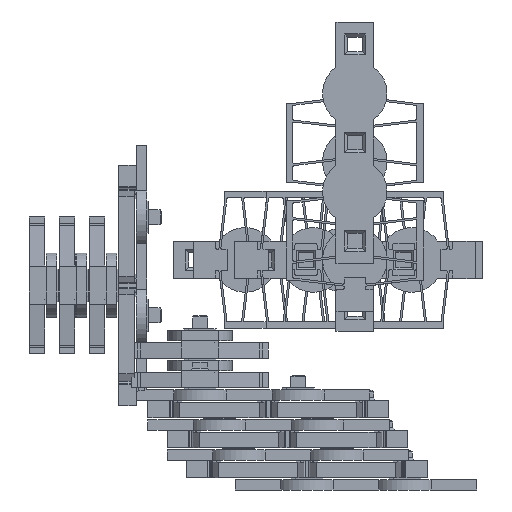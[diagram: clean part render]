
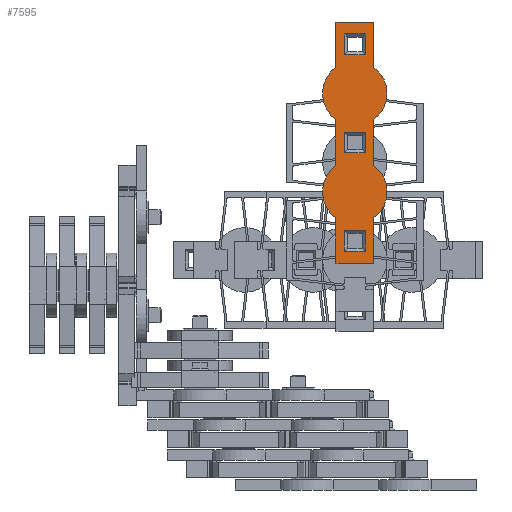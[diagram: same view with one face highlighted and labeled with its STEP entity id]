
A CAD part, left-side view. The second image highlights one B-rep face of the part: STEP entity #7595.
In plain terms, the highlighted face is planar.
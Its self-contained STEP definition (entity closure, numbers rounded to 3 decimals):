
#252=FACE_BOUND('',#1363,.T.);
#253=FACE_BOUND('',#1364,.T.);
#254=FACE_BOUND('',#1365,.T.);
#447=CIRCLE('',#8162,25.);
#449=CIRCLE('',#8165,25.);
#469=CIRCLE('',#8234,25.);
#470=CIRCLE('',#8238,25.);
#957=FACE_OUTER_BOUND('',#1362,.T.);
#1362=EDGE_LOOP('',(#6922,#6923,#6924,#6925,#6926,#6927,#6928,#6929,#6930,
#6931,#6932,#6933));
#1363=EDGE_LOOP('',(#6934,#6935,#6936,#6937));
#1364=EDGE_LOOP('',(#6938,#6939,#6940,#6941));
#1365=EDGE_LOOP('',(#6942,#6943,#6944,#6945));
#1998=LINE('',#12117,#2846);
#2007=LINE('',#12136,#2855);
#2009=LINE('',#12140,#2857);
#2012=LINE('',#12146,#2860);
#2016=LINE('',#12152,#2864);
#2089=LINE('',#12334,#2937);
#2093=LINE('',#12342,#2941);
#2096=LINE('',#12348,#2944);
#2104=LINE('',#12372,#2952);
#2130=LINE('',#12443,#2978);
#2133=LINE('',#12447,#2981);
#2137=LINE('',#12457,#2985);
#2139=LINE('',#12461,#2987);
#2142=LINE('',#12467,#2990);
#2146=LINE('',#12473,#2994);
#2203=LINE('',#12608,#3051);
#2206=LINE('',#12613,#3054);
#2208=LINE('',#12617,#3056);
#2211=LINE('',#12624,#3059);
#2213=LINE('',#12628,#3061);
#2846=VECTOR('',#9885,10.);
#2855=VECTOR('',#9898,10.);
#2857=VECTOR('',#9902,10.);
#2860=VECTOR('',#9907,10.);
#2864=VECTOR('',#9913,10.);
#2937=VECTOR('',#10088,10.);
#2941=VECTOR('',#10094,10.);
#2944=VECTOR('',#10099,10.);
#2952=VECTOR('',#10123,10.);
#2978=VECTOR('',#10173,10.);
#2981=VECTOR('',#10178,10.);
#2985=VECTOR('',#10186,10.);
#2987=VECTOR('',#10190,10.);
#2990=VECTOR('',#10195,10.);
#2994=VECTOR('',#10201,10.);
#3051=VECTOR('',#10346,10.);
#3054=VECTOR('',#10351,10.);
#3056=VECTOR('',#10355,10.);
#3059=VECTOR('',#10364,10.);
#3061=VECTOR('',#10368,10.);
#3590=VERTEX_POINT('',#12115);
#3591=VERTEX_POINT('',#12116);
#3598=VERTEX_POINT('',#12133);
#3599=VERTEX_POINT('',#12135);
#3600=VERTEX_POINT('',#12139);
#3602=VERTEX_POINT('',#12145);
#3660=VERTEX_POINT('',#12332);
#3661=VERTEX_POINT('',#12333);
#3664=VERTEX_POINT('',#12341);
#3666=VERTEX_POINT('',#12347);
#3668=VERTEX_POINT('',#12353);
#3670=VERTEX_POINT('',#12359);
#3674=VERTEX_POINT('',#12371);
#3707=VERTEX_POINT('',#12442);
#3710=VERTEX_POINT('',#12454);
#3711=VERTEX_POINT('',#12456);
#3712=VERTEX_POINT('',#12460);
#3714=VERTEX_POINT('',#12466);
#3748=VERTEX_POINT('',#12606);
#3749=VERTEX_POINT('',#12607);
#3750=VERTEX_POINT('',#12612);
#3751=VERTEX_POINT('',#12616);
#3752=VERTEX_POINT('',#12620);
#3753=VERTEX_POINT('',#12626);
#4562=EDGE_CURVE('',#3590,#3591,#1998,.F.);
#4571=EDGE_CURVE('',#3598,#3599,#2007,.F.);
#4573=EDGE_CURVE('',#3599,#3600,#2009,.F.);
#4576=EDGE_CURVE('',#3600,#3602,#2012,.F.);
#4580=EDGE_CURVE('',#3602,#3598,#2016,.F.);
#4669=EDGE_CURVE('',#3660,#3661,#2089,.T.);
#4673=EDGE_CURVE('',#3661,#3664,#2093,.T.);
#4676=EDGE_CURVE('',#3664,#3666,#2096,.T.);
#4679=EDGE_CURVE('',#3668,#3666,#447,.T.);
#4682=EDGE_CURVE('',#3660,#3670,#449,.T.);
#4688=EDGE_CURVE('',#3674,#3591,#2104,.F.);
#4724=EDGE_CURVE('',#3707,#3674,#2130,.F.);
#4727=EDGE_CURVE('',#3707,#3590,#2133,.F.);
#4731=EDGE_CURVE('',#3711,#3710,#2137,.F.);
#4733=EDGE_CURVE('',#3710,#3712,#2139,.F.);
#4736=EDGE_CURVE('',#3712,#3714,#2142,.F.);
#4740=EDGE_CURVE('',#3714,#3711,#2146,.F.);
#4805=EDGE_CURVE('',#3748,#3749,#2203,.T.);
#4808=EDGE_CURVE('',#3749,#3750,#2206,.T.);
#4810=EDGE_CURVE('',#3750,#3751,#2208,.T.);
#4812=EDGE_CURVE('',#3752,#3751,#469,.T.);
#4814=EDGE_CURVE('',#3752,#3668,#2211,.T.);
#4816=EDGE_CURVE('',#3753,#3670,#2213,.T.);
#4817=EDGE_CURVE('',#3748,#3753,#470,.T.);
#6922=ORIENTED_EDGE('',*,*,#4814,.T.);
#6923=ORIENTED_EDGE('',*,*,#4679,.T.);
#6924=ORIENTED_EDGE('',*,*,#4676,.F.);
#6925=ORIENTED_EDGE('',*,*,#4673,.F.);
#6926=ORIENTED_EDGE('',*,*,#4669,.F.);
#6927=ORIENTED_EDGE('',*,*,#4682,.T.);
#6928=ORIENTED_EDGE('',*,*,#4816,.F.);
#6929=ORIENTED_EDGE('',*,*,#4817,.F.);
#6930=ORIENTED_EDGE('',*,*,#4805,.T.);
#6931=ORIENTED_EDGE('',*,*,#4808,.T.);
#6932=ORIENTED_EDGE('',*,*,#4810,.T.);
#6933=ORIENTED_EDGE('',*,*,#4812,.F.);
#6934=ORIENTED_EDGE('',*,*,#4727,.F.);
#6935=ORIENTED_EDGE('',*,*,#4724,.T.);
#6936=ORIENTED_EDGE('',*,*,#4688,.T.);
#6937=ORIENTED_EDGE('',*,*,#4562,.F.);
#6938=ORIENTED_EDGE('',*,*,#4571,.F.);
#6939=ORIENTED_EDGE('',*,*,#4580,.F.);
#6940=ORIENTED_EDGE('',*,*,#4576,.F.);
#6941=ORIENTED_EDGE('',*,*,#4573,.F.);
#6942=ORIENTED_EDGE('',*,*,#4731,.T.);
#6943=ORIENTED_EDGE('',*,*,#4733,.T.);
#6944=ORIENTED_EDGE('',*,*,#4736,.T.);
#6945=ORIENTED_EDGE('',*,*,#4740,.T.);
#7216=PLANE('',#8239);
#7595=ADVANCED_FACE('',(#957,#252,#253,#254),#7216,.F.);
#8162=AXIS2_PLACEMENT_3D('',#12354,#10104,#10105);
#8165=AXIS2_PLACEMENT_3D('',#12360,#10111,#10112);
#8234=AXIS2_PLACEMENT_3D('',#12621,#10359,#10360);
#8238=AXIS2_PLACEMENT_3D('',#12630,#10371,#10372);
#8239=AXIS2_PLACEMENT_3D('',#12631,#10373,#10374);
#9885=DIRECTION('',(1.,0.,0.));
#9898=DIRECTION('',(1.,0.,0.));
#9902=DIRECTION('',(0.,-1.,0.));
#9907=DIRECTION('',(-1.,0.,0.));
#9913=DIRECTION('',(0.,1.,0.));
#10088=DIRECTION('',(0.,-1.,0.));
#10094=DIRECTION('',(1.,0.,0.));
#10099=DIRECTION('',(0.,1.,0.));
#10104=DIRECTION('center_axis',(0.,0.,-1.));
#10105=DIRECTION('ref_axis',(-1.,0.,0.));
#10111=DIRECTION('center_axis',(0.,0.,-1.));
#10112=DIRECTION('ref_axis',(-1.,0.,0.));
#10123=DIRECTION('',(0.,1.,0.));
#10173=DIRECTION('',(1.,0.,0.));
#10178=DIRECTION('',(0.,1.,0.));
#10186=DIRECTION('',(1.,0.,0.));
#10190=DIRECTION('',(0.,1.,0.));
#10195=DIRECTION('',(-1.,0.,0.));
#10201=DIRECTION('',(0.,-1.,0.));
#10346=DIRECTION('',(0.,1.,0.));
#10351=DIRECTION('',(1.,0.,0.));
#10355=DIRECTION('',(0.,-1.,0.));
#10359=DIRECTION('center_axis',(0.,0.,1.));
#10360=DIRECTION('ref_axis',(-1.,0.,0.));
#10364=DIRECTION('',(0.,-1.,0.));
#10368=DIRECTION('',(0.,-1.,0.));
#10371=DIRECTION('center_axis',(0.,0.,1.));
#10372=DIRECTION('ref_axis',(-1.,0.,0.));
#10373=DIRECTION('center_axis',(0.,0.,1.));
#10374=DIRECTION('ref_axis',(-1.,0.,0.));
#12115=CARTESIAN_POINT('',(8.098,-46.071,13.5));
#12116=CARTESIAN_POINT('',(-8.01,-46.071,13.5));
#12117=CARTESIAN_POINT('',(-1.039,-46.071,13.5));
#12133=CARTESIAN_POINT('',(8.098,-122.106,13.5));
#12135=CARTESIAN_POINT('',(-8.01,-122.106,13.5));
#12136=CARTESIAN_POINT('',(1.961,-122.106,13.5));
#12139=CARTESIAN_POINT('',(-8.01,-105.997,13.5));
#12140=CARTESIAN_POINT('',(-8.01,-75.585,13.5));
#12145=CARTESIAN_POINT('',(8.098,-105.997,13.5));
#12146=CARTESIAN_POINT('',(-1.039,-105.997,13.5));
#12152=CARTESIAN_POINT('',(8.098,-78.585,13.5));
#12332=CARTESIAN_POINT('',(-14.592,-96.334,13.5));
#12333=CARTESIAN_POINT('',(-14.592,-131.384,13.5));
#12334=CARTESIAN_POINT('',(-14.592,-20.685,13.5));
#12341=CARTESIAN_POINT('',(14.592,-131.384,13.5));
#12342=CARTESIAN_POINT('',(-14.592,-131.384,13.5));
#12347=CARTESIAN_POINT('',(14.592,-96.334,13.5));
#12348=CARTESIAN_POINT('',(14.592,-131.384,13.5));
#12353=CARTESIAN_POINT('',(14.592,-55.735,13.5));
#12354=CARTESIAN_POINT('Origin',(0.,-76.034,
13.5));
#12359=CARTESIAN_POINT('',(-14.592,-55.735,13.5));
#12360=CARTESIAN_POINT('Origin',(0.,-76.034,
13.5));
#12371=CARTESIAN_POINT('',(-8.01,-29.963,13.5));
#12372=CARTESIAN_POINT('',(-8.01,-0.449,13.5));
#12442=CARTESIAN_POINT('',(8.098,-29.963,13.5));
#12443=CARTESIAN_POINT('',(-1.039,-29.963,13.5));
#12447=CARTESIAN_POINT('',(8.098,-78.585,13.5));
#12454=CARTESIAN_POINT('',(-8.01,46.071,13.5));
#12456=CARTESIAN_POINT('',(8.098,46.071,13.5));
#12457=CARTESIAN_POINT('',(1.961,46.071,13.5));
#12460=CARTESIAN_POINT('',(-8.01,29.963,13.5));
#12461=CARTESIAN_POINT('',(-8.01,-0.449,13.5));
#12466=CARTESIAN_POINT('',(8.098,29.963,13.5));
#12467=CARTESIAN_POINT('',(-1.039,29.963,13.5));
#12473=CARTESIAN_POINT('',(8.098,2.551,13.5));
#12606=CARTESIAN_POINT('',(-14.592,20.3,13.5));
#12607=CARTESIAN_POINT('',(-14.592,55.35,13.5));
#12608=CARTESIAN_POINT('',(-14.592,-55.35,13.5));
#12612=CARTESIAN_POINT('',(14.592,55.35,13.5));
#12613=CARTESIAN_POINT('',(-14.592,55.35,13.5));
#12616=CARTESIAN_POINT('',(14.592,20.3,13.5));
#12617=CARTESIAN_POINT('',(14.592,55.35,13.5));
#12620=CARTESIAN_POINT('',(14.592,-20.3,13.5));
#12621=CARTESIAN_POINT('Origin',(0.,0.,13.5));
#12624=CARTESIAN_POINT('',(14.592,55.35,13.5));
#12626=CARTESIAN_POINT('',(-14.592,-20.3,13.5));
#12628=CARTESIAN_POINT('',(-14.592,-20.685,13.5));
#12630=CARTESIAN_POINT('Origin',(0.,0.,13.5));
#12631=CARTESIAN_POINT('Origin',(0.,0.,13.5));
